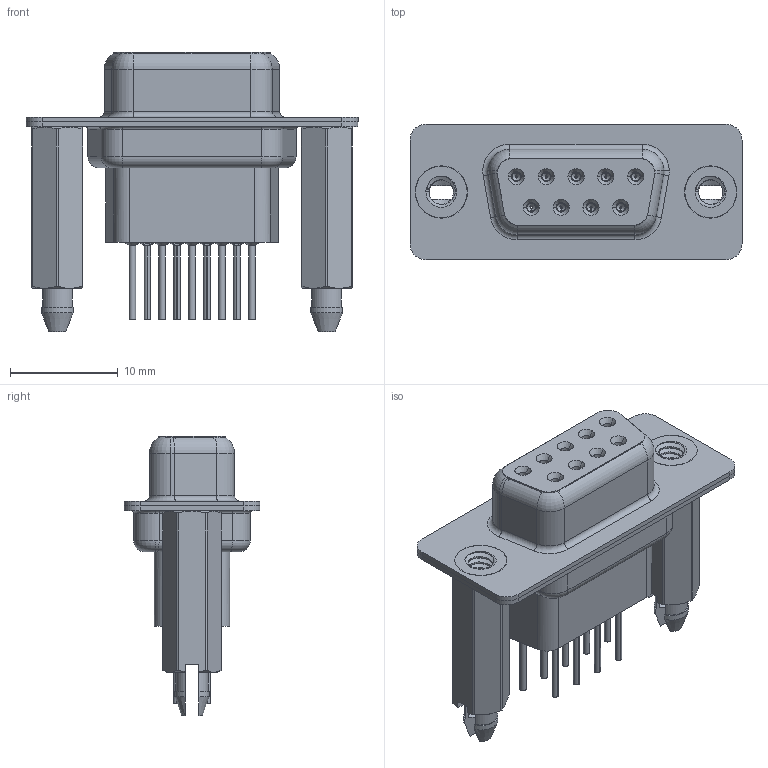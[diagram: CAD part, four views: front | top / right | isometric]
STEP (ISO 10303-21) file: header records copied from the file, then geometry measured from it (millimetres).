
FILE_DESCRIPTION (( 'STEP AP203' ), '1' );
FILE_NAME ('628-009-281-056.STEP', '2020-07-13T19:45:40', ( '' ), ( '' ), 'SwSTEP 2.0', 'SolidWorks 2020', '' );
FILE_SCHEMA (( 'CONFIG_CONTROL_DESIGN' ));
Length unit declared in the file: millimetre
Products named in the file (7): 628 4-40 Threaded Boardlock_HP81; 628-009-281-056; 628 Contact Row 2_71; 628 Shell Front_09 Contacts; 628 Housing_09 HP; 628 Contact Row 1_71; 628 Shell Rear_09 Contacts
Assembly tree (14 placements, depth 2):
  628-009-281-056
    628 Housing_09 HP
    628 Shell Front_09 Contacts
    628 Shell Rear_09 Contacts
    628 Contact Row 1_71  x5
    628 Contact Row 2_71  x4
    628 4-40 Threaded Boardlock_HP81  x2
Bounding box: 30.8 x 12.6 x 25.9 mm (x, y, z)
Volume: 2634.7 mm3; surface area: 6123.2 mm2
Topology: 14 solids, 14 shells, 1460 faces, 3761 edges, 2356 vertices
Faces by surface type: cylinder 466, plane 378, torus 279, bspline 186, cone 151
Entity records: 22664 total; most frequent: CARTESIAN_POINT 7102, DIRECTION 3096, ORIENTED_EDGE 3092, EDGE_CURVE 1546, AXIS2_PLACEMENT_3D 1269, VERTEX_POINT 973, EDGE_LOOP 687, CIRCLE 675
